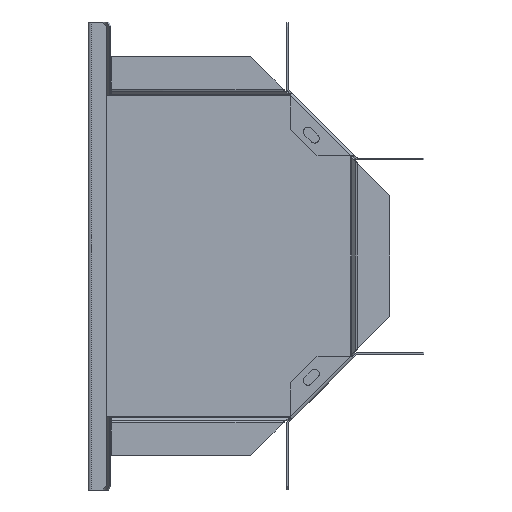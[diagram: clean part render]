
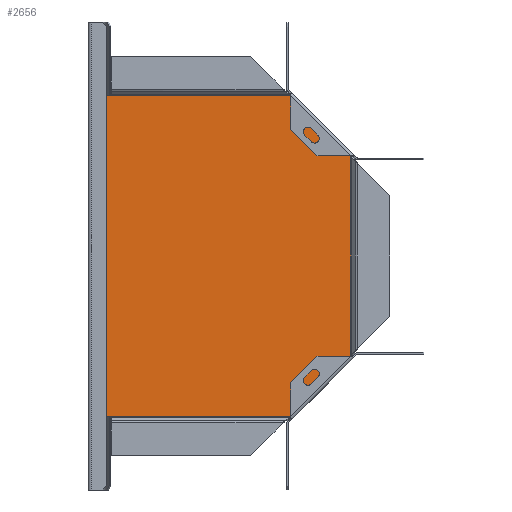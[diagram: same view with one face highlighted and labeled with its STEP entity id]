
A CAD part, front view. The second image highlights one B-rep face of the part: STEP entity #2656.
In plain terms, the highlighted planar face has unit normal (0, -1, 0).
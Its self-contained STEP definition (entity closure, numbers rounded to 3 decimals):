
#1935=CARTESIAN_POINT('',(-50.,-1.,244.));
#1946=CARTESIAN_POINT('',(100.,-1.,244.));
#1948=DIRECTION('',(0.,0.,-1.));
#1949=VECTOR('',#1948,15.);
#1950=CARTESIAN_POINT('',(-95.,-1.,65.));
#1951=LINE('',#1950,#1949);
#1952=DIRECTION('',(-0.707,0.,-0.707));
#1953=VECTOR('',#1952,63.64);
#1954=CARTESIAN_POINT('',(-50.,-1.,244.));
#1955=LINE('',#1954,#1953);
#1956=DIRECTION('',(1.,0.,0.));
#1957=VECTOR('',#1956,150.);
#1958=CARTESIAN_POINT('',(-50.,-1.,244.));
#1959=LINE('',#1958,#1957);
#1960=DIRECTION('',(0.707,0.,-0.707));
#1961=VECTOR('',#1960,63.64);
#1962=CARTESIAN_POINT('',(100.,-1.,244.));
#1963=LINE('',#1962,#1961);
#1964=DIRECTION('',(0.,0.,-1.));
#1965=VECTOR('',#1964,15.);
#1966=CARTESIAN_POINT('',(145.,-1.,65.));
#1967=LINE('',#1966,#1965);
#1976=DIRECTION('',(1.,0.,0.));
#1977=VECTOR('',#1976,240.);
#1978=CARTESIAN_POINT('',(-95.,-1.,50.));
#1979=LINE('',#1978,#1977);
#2045=DIRECTION('',(0.,0.,1.));
#2046=VECTOR('',#2045,134.);
#2047=CARTESIAN_POINT('',(-95.,-1.,65.));
#2048=LINE('',#2047,#2046);
#2206=DIRECTION('',(0.,0.,1.));
#2207=VECTOR('',#2206,134.);
#2208=CARTESIAN_POINT('',(145.,-1.,65.));
#2209=LINE('',#2208,#2207);
#2357=VERTEX_POINT('',#1946);
#2360=CARTESIAN_POINT('',(145.,-1.,199.));
#2361=VERTEX_POINT('',#2360);
#2393=VERTEX_POINT('',#1935);
#2396=CARTESIAN_POINT('',(-95.,-1.,199.));
#2397=VERTEX_POINT('',#2396);
#2414=CARTESIAN_POINT('',(145.,-1.,65.));
#2416=VERTEX_POINT('',#2414);
#2434=CARTESIAN_POINT('',(145.,-1.,50.));
#2436=VERTEX_POINT('',#2434);
#2438=CARTESIAN_POINT('',(-95.,-1.,65.));
#2440=VERTEX_POINT('',#2438);
#2458=CARTESIAN_POINT('',(-95.,-1.,50.));
#2460=VERTEX_POINT('',#2458);
#2634=CARTESIAN_POINT('',(-145.,-1.,15.));
#2635=DIRECTION('',(0.,-1.,0.));
#2636=DIRECTION('',(0.,0.,-1.));
#2637=AXIS2_PLACEMENT_3D('',#2634,#2635,#2636);
#2638=PLANE('',#2637);
#2640=ORIENTED_EDGE('',*,*,#2639,.F.);
#2642=ORIENTED_EDGE('',*,*,#2641,.F.);
#2644=ORIENTED_EDGE('',*,*,#2643,.T.);
#2646=ORIENTED_EDGE('',*,*,#2645,.F.);
#2647=ORIENTED_EDGE('',*,*,#2624,.T.);
#2649=ORIENTED_EDGE('',*,*,#2648,.T.);
#2651=ORIENTED_EDGE('',*,*,#2650,.F.);
#2653=ORIENTED_EDGE('',*,*,#2652,.T.);
#2654=EDGE_LOOP('',(#2640,#2642,#2644,#2646,#2647,#2649,#2651,#2653));
#2655=FACE_OUTER_BOUND('',#2654,.F.);
#2656=ADVANCED_FACE('',(#2655),#2638,.T.);
#2624=EDGE_CURVE('',#2393,#2357,#1959,.T.);
#2639=EDGE_CURVE('',#2460,#2436,#1979,.T.);
#2641=EDGE_CURVE('',#2440,#2460,#1951,.T.);
#2643=EDGE_CURVE('',#2440,#2397,#2048,.T.);
#2645=EDGE_CURVE('',#2393,#2397,#1955,.T.);
#2648=EDGE_CURVE('',#2357,#2361,#1963,.T.);
#2650=EDGE_CURVE('',#2416,#2361,#2209,.T.);
#2652=EDGE_CURVE('',#2416,#2436,#1967,.T.);
